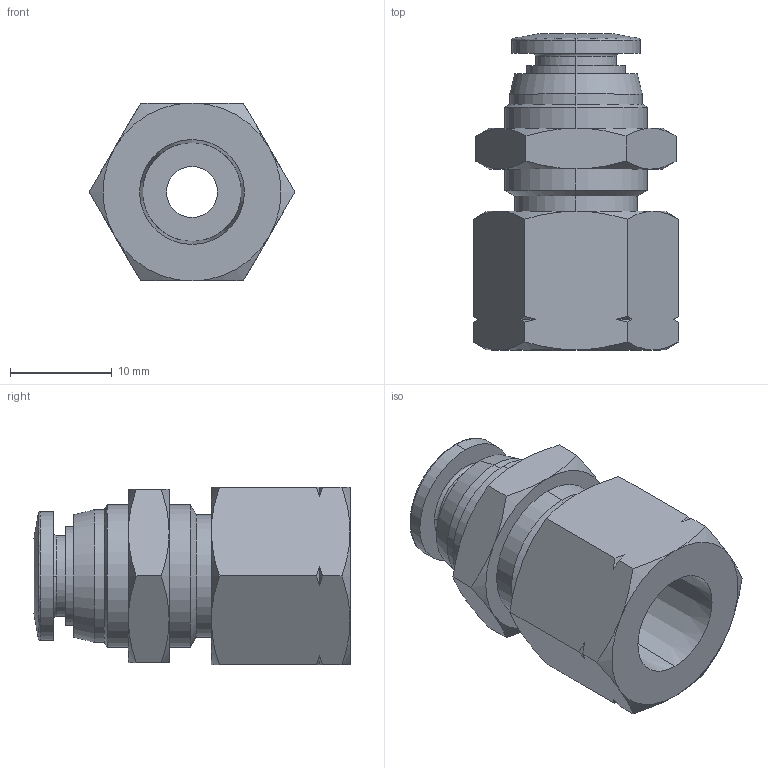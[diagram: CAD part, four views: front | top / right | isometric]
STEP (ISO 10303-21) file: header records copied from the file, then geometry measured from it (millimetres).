
FILE_DESCRIPTION (( 'STEP AP214' ), '1' );
FILE_NAME ('FB14-18N.step', '2016-02-24T20:32:19', ( '' ), ( '' ), 'SwSTEP 2.0', 'SolidWorks 2015', '' );
FILE_SCHEMA (( 'AUTOMOTIVE_DESIGN' ));
Length unit declared in the file: inch
Products named in the file (1): FB14-18N
Bounding box: 20.16 x 31 x 17.46 mm (x, y, z)
Volume: 4800.5 mm3; surface area: 3087.7 mm2
Topology: 1 solids, 1 shells, 93 faces, 208 edges, 124 vertices
Faces by surface type: cone 48, plane 21, cylinder 18, bspline 4, torus 2
Entity records: 4023 total; most frequent: CARTESIAN_POINT 798, ORIENTED_EDGE 416, DIRECTION 404, EDGE_CURVE 208, AXIS2_PLACEMENT_3D 178, VERTEX_POINT 124, EDGE_LOOP 102, LENGTH_MEASURE_WITH_UNIT 96
